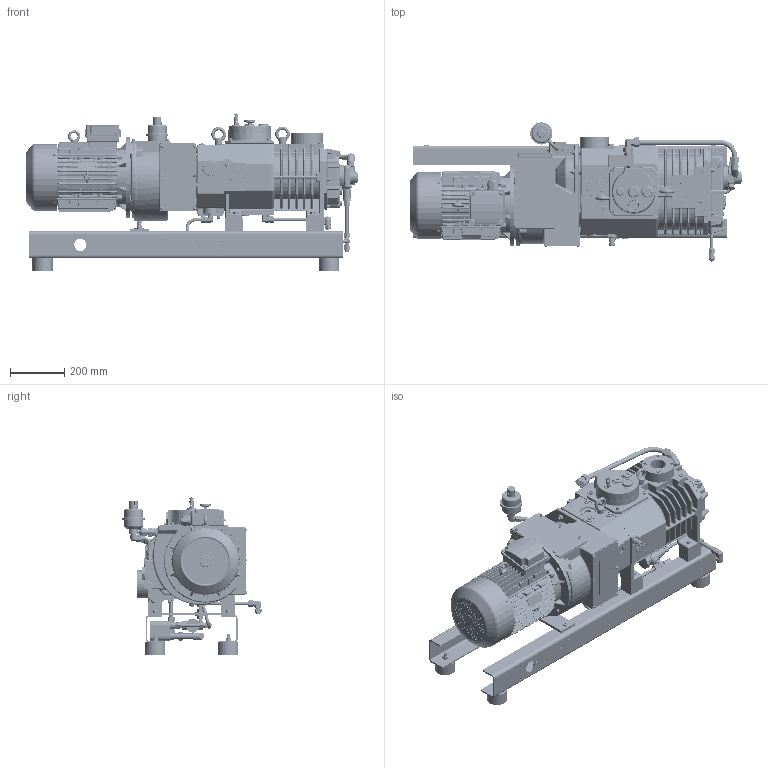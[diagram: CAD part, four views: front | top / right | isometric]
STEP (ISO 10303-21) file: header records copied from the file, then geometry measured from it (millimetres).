
FILE_DESCRIPTION(/* description */ (''),/* implementation_level */ '2;1');
FILE_NAME(/* name */ 'PU900044.stp',/* time_stamp */ '2020-05-28T09:27:29+02:00',/* author */ ('JOHLE'),/* organization */ (''),/* preprocessor_version */ 'ST-DEVELOPER v17',/* originating_system */ 'Autodesk Inventor 2018',/* authorisation */ '');
FILE_SCHEMA (('AUTOMOTIVE_DESIGN { 1 0 10303 214 3 1 1 }'));
Length unit declared in the file: millimetre
Products named in the file (1): PU 900 044
Bounding box: 1226.95 x 514.11 x 580.5 mm (x, y, z)
Volume: 74608412.3 mm3; surface area: 4377984 mm2
Topology: 6 solids, 70 shells, 11490 faces, 29027 edges, 17950 vertices
Faces by surface type: plane 4652, cylinder 3206, bspline 1780, cone 840, torus 675, sphere 337
Full cylindrical faces by diameter (mm): 2.5 x4, 3 x4, 3.3 x4, 3.987 x4, 4 x5, 4.6 x4, 5 x11, 6 x11, 6.2 x2, 6.647 x4, 6.8 x30, 7 x8, 8 x21, 8.008 x1, 9 x5, 10 x19, 10.106 x1, 10.2 x6, 10.3 x1, 12 x30, 13 x28, 13.019 x1, 14 x11, 15 x9, 15.015 x2, 16 x1, 16.5 x1, 16.662 x2, 17 x5, 17.5 x7
Entity records: 459103 total; most frequent: CARTESIAN_POINT 195256, ORIENTED_EDGE 57290, DIRECTION 51977, EDGE_CURVE 28645, AXIS2_PLACEMENT_3D 19307, VERTEX_POINT 17949, LINE 13363, VECTOR 13363
